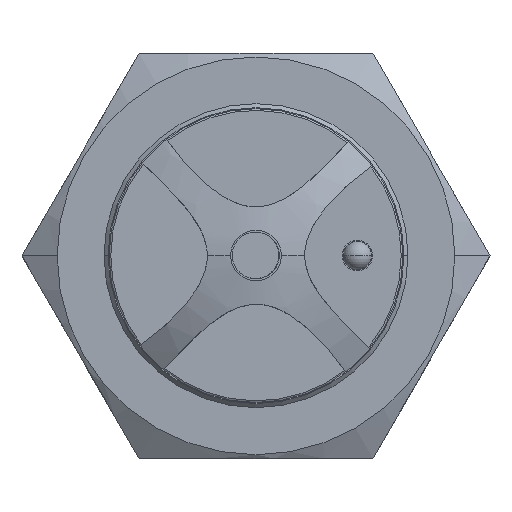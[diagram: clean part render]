
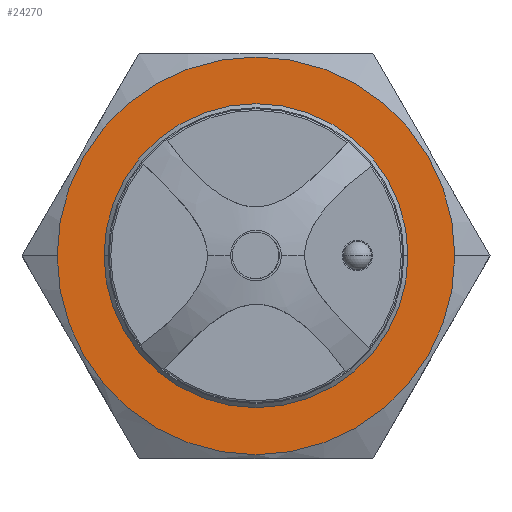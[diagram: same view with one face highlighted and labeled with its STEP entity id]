
A CAD part, top view. The second image highlights one B-rep face of the part: STEP entity #24270.
In plain terms, the highlighted planar face has unit normal (0, 0, 1).
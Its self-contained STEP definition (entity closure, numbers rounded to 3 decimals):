
#1613 = CARTESIAN_POINT ( 'NONE',  ( -19.625, 0., 32.745 ) ) ;
#2548 = DIRECTION ( 'NONE',  ( 0., 0., -1. ) ) ;
#3820 = VERTEX_POINT ( 'NONE', #1613 ) ;
#5241 = CARTESIAN_POINT ( 'NONE',  ( 0., 0., 32.745 ) ) ;
#6564 = DIRECTION ( 'NONE',  ( 1., 0., 0. ) ) ;
#7412 = EDGE_CURVE ( 'NONE', #47868, #31314, #39260, .T. ) ;
#10572 = CARTESIAN_POINT ( 'NONE',  ( 0., 0., 32.745 ) ) ;
#11100 = ORIENTED_EDGE ( 'NONE', *, *, #51134, .T. ) ;
#11691 = AXIS2_PLACEMENT_3D ( 'NONE', #40460, #44831, #36752 ) ;
#13351 = EDGE_LOOP ( 'NONE', ( #15318, #47983 ) ) ;
#15089 = EDGE_CURVE ( 'NONE', #38795, #3820, #30856, .T. ) ;
#15318 = ORIENTED_EDGE ( 'NONE', *, *, #24513, .F. ) ;
#18346 = CARTESIAN_POINT ( 'NONE',  ( 0., 0., 32.745 ) ) ;
#19608 = PLANE ( 'NONE',  #11691 ) ;
#21316 = AXIS2_PLACEMENT_3D ( 'NONE', #10572, #2548, #6564 ) ;
#22134 = DIRECTION ( 'NONE',  ( -1., 0., 0. ) ) ;
#22260 = DIRECTION ( 'NONE',  ( 0., 0., -1. ) ) ;
#24270 = ADVANCED_FACE ( 'NONE', ( #25776, #48847 ), #19608, .T. ) ;
#24513 = EDGE_CURVE ( 'NONE', #3820, #38795, #48940, .T. ) ;
#24745 = DIRECTION ( 'NONE',  ( 1., 0., 0. ) ) ;
#25007 = AXIS2_PLACEMENT_3D ( 'NONE', #18346, #37929, #22134 ) ;
#25776 = FACE_BOUND ( 'NONE', #29185, .T. ) ;
#26419 = DIRECTION ( 'NONE',  ( -1., 0., 0. ) ) ;
#28915 = CARTESIAN_POINT ( 'NONE',  ( -13.706, 0., 32.745 ) ) ;
#28930 = AXIS2_PLACEMENT_3D ( 'NONE', #5241, #48589, #24745 ) ;
#29185 = EDGE_LOOP ( 'NONE', ( #35552, #11100 ) ) ;
#30856 = CIRCLE ( 'NONE', #35290, 19.625 ) ;
#31314 = VERTEX_POINT ( 'NONE', #28915 ) ;
#33619 = CARTESIAN_POINT ( 'NONE',  ( 13.706, 0., 32.745 ) ) ;
#35290 = AXIS2_PLACEMENT_3D ( 'NONE', #38061, #22260, #26419 ) ;
#35552 = ORIENTED_EDGE ( 'NONE', *, *, #7412, .T. ) ;
#36752 = DIRECTION ( 'NONE',  ( 1., 0., 0. ) ) ;
#37929 = DIRECTION ( 'NONE',  ( 0., 0., -1. ) ) ;
#38061 = CARTESIAN_POINT ( 'NONE',  ( 0., 0., 32.745 ) ) ;
#38795 = VERTEX_POINT ( 'NONE', #47839 ) ;
#39260 = CIRCLE ( 'NONE', #28930, 13.706 ) ;
#40460 = CARTESIAN_POINT ( 'NONE',  ( 11.547, -20., 32.745 ) ) ;
#44831 = DIRECTION ( 'NONE',  ( 0., 0., 1. ) ) ;
#45067 = CIRCLE ( 'NONE', #21316, 13.706 ) ;
#47839 = CARTESIAN_POINT ( 'NONE',  ( 19.625, 0., 32.745 ) ) ;
#47868 = VERTEX_POINT ( 'NONE', #33619 ) ;
#47983 = ORIENTED_EDGE ( 'NONE', *, *, #15089, .F. ) ;
#48589 = DIRECTION ( 'NONE',  ( 0., 0., -1. ) ) ;
#48847 = FACE_OUTER_BOUND ( 'NONE', #13351, .T. ) ;
#48940 = CIRCLE ( 'NONE', #25007, 19.625 ) ;
#51134 = EDGE_CURVE ( 'NONE', #31314, #47868, #45067, .T. ) ;
